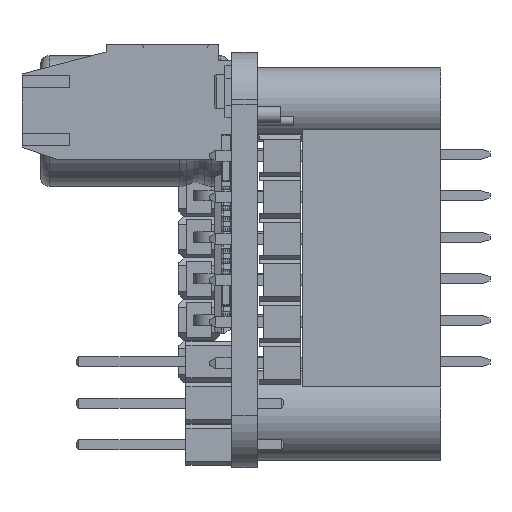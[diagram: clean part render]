
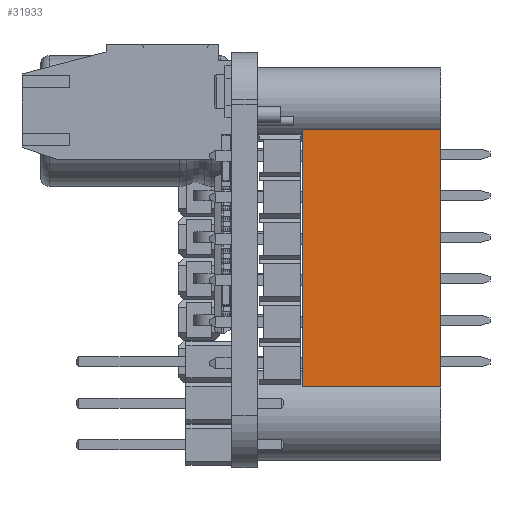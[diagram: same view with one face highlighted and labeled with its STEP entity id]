
A CAD part, left-side view. The second image highlights one B-rep face of the part: STEP entity #31933.
In plain terms, the highlighted face is planar.
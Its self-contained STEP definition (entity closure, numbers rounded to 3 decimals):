
#2485=PLANE('',#34624);
#4161=FACE_OUTER_BOUND('',#6114,.T.);
#6114=EDGE_LOOP('',(#28446,#28447,#28448,#28449));
#9016=LINE('',#50502,#12592);
#9270=LINE('',#51015,#12846);
#9272=LINE('',#51018,#12848);
#9274=LINE('',#51022,#12850);
#12592=VECTOR('',#41430,8.5);
#12846=VECTOR('',#41858,8.5);
#12848=VECTOR('',#41862,15.74);
#12850=VECTOR('',#41868,15.74);
#16363=VERTEX_POINT('',#50499);
#16364=VERTEX_POINT('',#50501);
#16535=VERTEX_POINT('',#51012);
#16536=VERTEX_POINT('',#51014);
#20352=EDGE_CURVE('',#16364,#16363,#9016,.T.);
#20606=EDGE_CURVE('',#16535,#16536,#9270,.T.);
#20608=EDGE_CURVE('',#16363,#16536,#9272,.T.);
#20610=EDGE_CURVE('',#16364,#16535,#9274,.T.);
#28446=ORIENTED_EDGE('',*,*,#20352,.T.);
#28447=ORIENTED_EDGE('',*,*,#20608,.T.);
#28448=ORIENTED_EDGE('',*,*,#20606,.F.);
#28449=ORIENTED_EDGE('',*,*,#20610,.F.);
#31933=ADVANCED_FACE('',(#4161),#2485,.T.);
#34624=AXIS2_PLACEMENT_3D('',#51021,#41866,#41867);
#41430=DIRECTION('',(0.,-1.,0.));
#41858=DIRECTION('',(0.,-1.,0.));
#41862=DIRECTION('',(1.,0.,0.));
#41866=DIRECTION('center_axis',(0.,0.,1.));
#41867=DIRECTION('ref_axis',(0.,-1.,0.));
#41868=DIRECTION('',(1.,0.,0.));
#50499=CARTESIAN_POINT('',(-7.87,0.,1.27));
#50501=CARTESIAN_POINT('',(-7.87,8.5,1.27));
#50502=CARTESIAN_POINT('',(-7.87,8.5,1.27));
#51012=CARTESIAN_POINT('',(7.87,8.5,1.27));
#51014=CARTESIAN_POINT('',(7.87,0.,1.27));
#51015=CARTESIAN_POINT('',(7.87,8.5,1.27));
#51018=CARTESIAN_POINT('',(-7.87,0.,1.27));
#51021=CARTESIAN_POINT('Origin',(-7.87,8.5,1.27));
#51022=CARTESIAN_POINT('',(-7.87,8.5,1.27));
